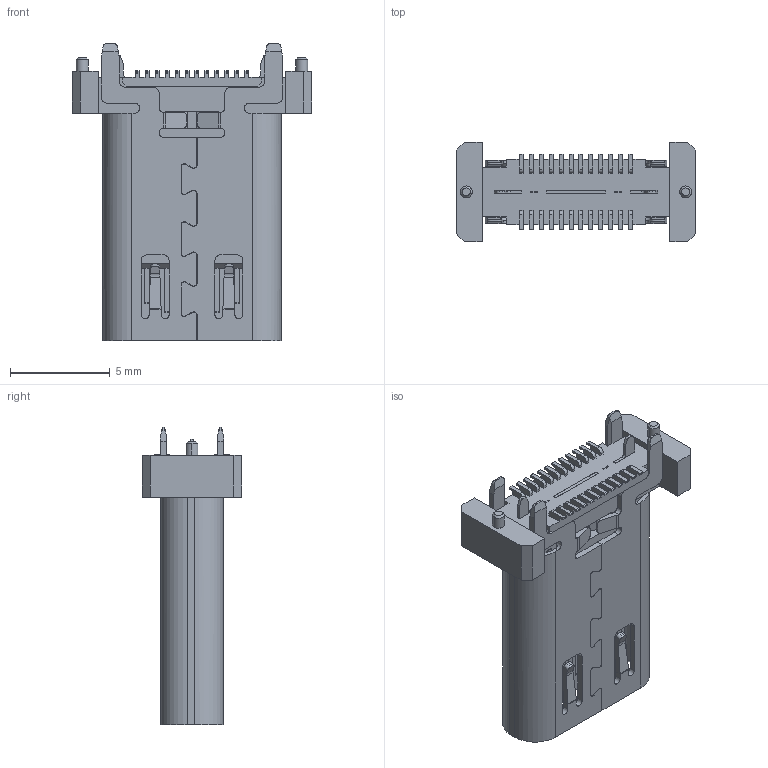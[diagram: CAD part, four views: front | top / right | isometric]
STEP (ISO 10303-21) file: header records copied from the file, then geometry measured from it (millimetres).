
FILE_DESCRIPTION((''),'2;1');
FILE_NAME('TYPE-C_24P_SMT__H_0001','2025-03-05T19:00:12',('Administrator'),(''),'CREO PARAMETRIC BY PTC INC, 2020154','CREO PARAMETRIC BY PTC INC, 2020154','');
FILE_SCHEMA(('AUTOMOTIVE_DESIGN { 1 0 10303 214 1 1 1 1 }'));
Length unit declared in the file: millimetre
Products named in the file (1): TYPE-C_24P_SMT__H_0001
Bounding box: 12 x 5 x 14.9 mm (x, y, z)
Volume: 290 mm3; surface area: 900.8 mm2
Topology: 1 solids, 1 shells, 959 faces, 2787 edges, 1846 vertices
Faces by surface type: plane 723, cylinder 216, cone 20
Entity records: 34382 total; most frequent: CARTESIAN_POINT 6005, ORIENTED_EDGE 5574, DIRECTION 5012, EDGE_CURVE 2787, VECTOR 2264, LINE 2264, VERTEX_POINT 1846, AXIS2_PLACEMENT_3D 1374
